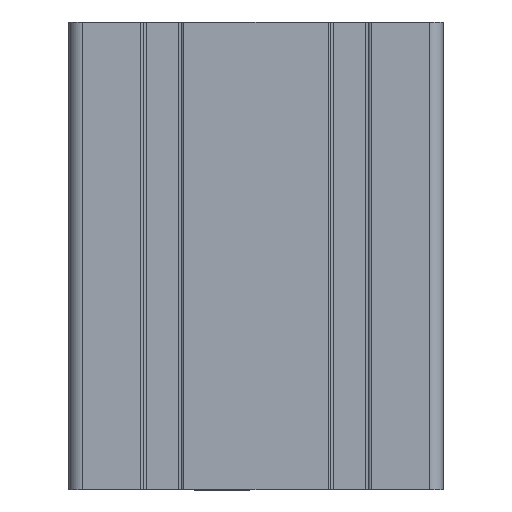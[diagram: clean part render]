
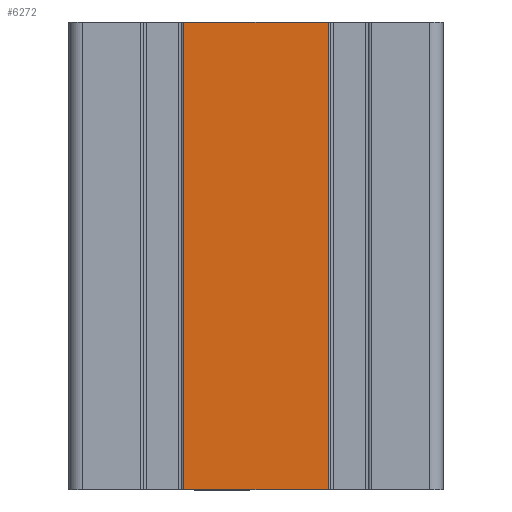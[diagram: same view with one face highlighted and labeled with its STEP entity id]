
A CAD part, left-side view. The second image highlights one B-rep face of the part: STEP entity #6272.
In plain terms, the highlighted planar face has unit normal (-1, 0, 0).
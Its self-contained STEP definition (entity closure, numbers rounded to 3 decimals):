
#136=PLANE('',#6918);
#392=FACE_OUTER_BOUND('',#738,.T.);
#738=EDGE_LOOP('',(#5409,#5410,#5411,#5412));
#953=LINE('',#9309,#1577);
#1048=LINE('',#9697,#1672);
#1352=LINE('',#10584,#1976);
#1369=LINE('',#10618,#1993);
#1577=VECTOR('',#7311,30.8);
#1672=VECTOR('',#7610,30.8);
#1976=VECTOR('',#8536,100.);
#1993=VECTOR('',#8587,100.);
#2608=VERTEX_POINT('',#9306);
#2609=VERTEX_POINT('',#9308);
#2799=VERTEX_POINT('',#9694);
#2800=VERTEX_POINT('',#9696);
#3246=EDGE_CURVE('',#2608,#2609,#953,.T.);
#3440=EDGE_CURVE('',#2799,#2800,#1048,.T.);
#3884=EDGE_CURVE('',#2609,#2799,#1352,.T.);
#3901=EDGE_CURVE('',#2800,#2608,#1369,.T.);
#5409=ORIENTED_EDGE('',*,*,#3884,.F.);
#5410=ORIENTED_EDGE('',*,*,#3246,.F.);
#5411=ORIENTED_EDGE('',*,*,#3901,.F.);
#5412=ORIENTED_EDGE('',*,*,#3440,.F.);
#6272=ADVANCED_FACE('',(#392),#136,.T.);
#6918=AXIS2_PLACEMENT_3D('',#10617,#8585,#8586);
#7311=DIRECTION('',(0.,-1.,0.));
#7610=DIRECTION('',(0.,1.,0.));
#8536=DIRECTION('',(0.,0.,-1.));
#8585=DIRECTION('center_axis',(-1.,0.,0.));
#8586=DIRECTION('ref_axis',(0.,-1.,0.));
#8587=DIRECTION('',(0.,0.,1.));
#9306=CARTESIAN_POINT('',(-60.,15.4,100.));
#9308=CARTESIAN_POINT('',(-60.,-15.4,100.));
#9309=CARTESIAN_POINT('',(-60.,-37.,100.));
#9694=CARTESIAN_POINT('',(-60.,-15.4,0.));
#9696=CARTESIAN_POINT('',(-60.,15.4,0.));
#9697=CARTESIAN_POINT('',(-60.,-37.,0.));
#10584=CARTESIAN_POINT('',(-60.,-15.4,0.));
#10617=CARTESIAN_POINT('Origin',(-60.,37.,0.));
#10618=CARTESIAN_POINT('',(-60.,15.4,0.));
